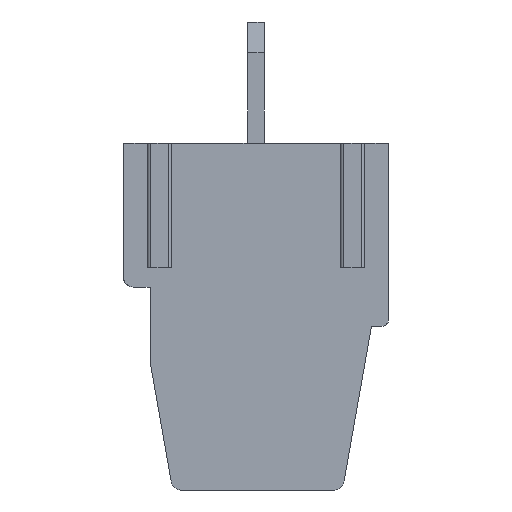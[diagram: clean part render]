
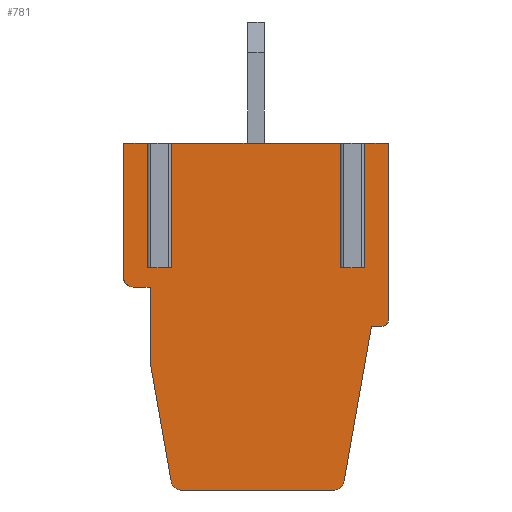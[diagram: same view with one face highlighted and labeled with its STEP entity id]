
A CAD part, front view. The second image highlights one B-rep face of the part: STEP entity #781.
In plain terms, the highlighted planar face has unit normal (0, -1, 0).
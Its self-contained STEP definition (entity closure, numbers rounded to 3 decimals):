
#781 = ADVANCED_FACE( '', ( #1604 ), #1605, .F. );
#1604 = FACE_OUTER_BOUND( '', #2442, .T. );
#1605 = PLANE( '', #2443 );
#2442 = EDGE_LOOP( '', ( #4839, #4840, #4841, #4842, #4843, #4844, #4845, #4846, #4847, #4848, #4849, #4850, #4851, #4852, #4853, #4854, #4855, #4856, #4857, #4858, #4859 ) );
#2443 = AXIS2_PLACEMENT_3D( '', #4860, #4861, #4862 );
#4839 = ORIENTED_EDGE( '', *, *, #5284, .F. );
#4840 = ORIENTED_EDGE( '', *, *, #5973, .T. );
#4841 = ORIENTED_EDGE( '', *, *, #5427, .T. );
#4842 = ORIENTED_EDGE( '', *, *, #5670, .T. );
#4843 = ORIENTED_EDGE( '', *, *, #5174, .F. );
#4844 = ORIENTED_EDGE( '', *, *, #5726, .T. );
#4845 = ORIENTED_EDGE( '', *, *, #5418, .T. );
#4846 = ORIENTED_EDGE( '', *, *, #5814, .T. );
#4847 = ORIENTED_EDGE( '', *, *, #5999, .T. );
#4848 = ORIENTED_EDGE( '', *, *, #6029, .F. );
#4849 = ORIENTED_EDGE( '', *, *, #5779, .F. );
#4850 = ORIENTED_EDGE( '', *, *, #5730, .F. );
#4851 = ORIENTED_EDGE( '', *, *, #5599, .T. );
#4852 = ORIENTED_EDGE( '', *, *, #5970, .T. );
#4853 = ORIENTED_EDGE( '', *, *, #5990, .T. );
#4854 = ORIENTED_EDGE( '', *, *, #6043, .F. );
#4855 = ORIENTED_EDGE( '', *, *, #5849, .F. );
#4856 = ORIENTED_EDGE( '', *, *, #5986, .T. );
#4857 = ORIENTED_EDGE( '', *, *, #5904, .T. );
#4858 = ORIENTED_EDGE( '', *, *, #5402, .T. );
#4859 = ORIENTED_EDGE( '', *, *, #5824, .T. );
#4860 = CARTESIAN_POINT( '', ( -32.702, -10.2, -4.395 ) );
#4861 = DIRECTION( '', ( 0., 1., 0. ) );
#4862 = DIRECTION( '', ( -1., 0., 0. ) );
#5174 = EDGE_CURVE( '', #6262, #6264, #6265, .T. );
#5284 = EDGE_CURVE( '', #6453, #6455, #6456, .T. );
#5402 = EDGE_CURVE( '', #6657, #6655, #6658, .T. );
#5418 = EDGE_CURVE( '', #6685, #6683, #6686, .T. );
#5427 = EDGE_CURVE( '', #6703, #6701, #6704, .T. );
#5599 = EDGE_CURVE( '', #6970, #6972, #6974, .F. );
#5670 = EDGE_CURVE( '', #6701, #6264, #7076, .T. );
#5726 = EDGE_CURVE( '', #6262, #6685, #7157, .F. );
#5730 = EDGE_CURVE( '', #6970, #7160, #7162, .T. );
#5779 = EDGE_CURVE( '', #7160, #7232, #7233, .T. );
#5814 = EDGE_CURVE( '', #6683, #7276, #7278, .T. );
#5824 = EDGE_CURVE( '', #6655, #6455, #7288, .T. );
#5849 = EDGE_CURVE( '', #7314, #7312, #7316, .T. );
#5904 = EDGE_CURVE( '', #7387, #6657, #7389, .T. );
#5970 = EDGE_CURVE( '', #6972, #7461, #7463, .T. );
#5973 = EDGE_CURVE( '', #6453, #6703, #7467, .F. );
#5986 = EDGE_CURVE( '', #7314, #7387, #7480, .F. );
#5990 = EDGE_CURVE( '', #7461, #7483, #7485, .F. );
#5999 = EDGE_CURVE( '', #7276, #7494, #7495, .F. );
#6029 = EDGE_CURVE( '', #7232, #7494, #7528, .T. );
#6043 = EDGE_CURVE( '', #7312, #7483, #7542, .T. );
#6262 = VERTEX_POINT( '', #7846 );
#6264 = VERTEX_POINT( '', #7848 );
#6265 = LINE( '', #7849, #7850 );
#6453 = VERTEX_POINT( '', #8112 );
#6455 = VERTEX_POINT( '', #8114 );
#6456 = LINE( '', #8115, #8116 );
#6655 = VERTEX_POINT( '', #8412 );
#6657 = VERTEX_POINT( '', #8414 );
#6658 = LINE( '', #8415, #8416 );
#6683 = VERTEX_POINT( '', #8447 );
#6685 = VERTEX_POINT( '', #8450 );
#6686 = LINE( '', #8451, #8452 );
#6701 = VERTEX_POINT( '', #8471 );
#6703 = VERTEX_POINT( '', #8473 );
#6704 = LINE( '', #8474, #8475 );
#6970 = VERTEX_POINT( '', #8869 );
#6972 = VERTEX_POINT( '', #8872 );
#6974 = CIRCLE( '', #8875, 0.298 );
#7076 = LINE( '', #9032, #9033 );
#7157 = LINE( '', #9159, #9160 );
#7160 = VERTEX_POINT( '', #9164 );
#7162 = LINE( '', #9167, #9168 );
#7232 = VERTEX_POINT( '', #9273 );
#7233 = LINE( '', #9274, #9275 );
#7276 = VERTEX_POINT( '', #9344 );
#7278 = LINE( '', #9347, #9348 );
#7288 = LINE( '', #9366, #9367 );
#7312 = VERTEX_POINT( '', #9402 );
#7314 = VERTEX_POINT( '', #9405 );
#7316 = LINE( '', #9408, #9409 );
#7387 = VERTEX_POINT( '', #9517 );
#7389 = LINE( '', #9520, #9521 );
#7461 = VERTEX_POINT( '', #9634 );
#7463 = LINE( '', #9637, #9638 );
#7467 = LINE( '', #9642, #9643 );
#7480 = CIRCLE( '', #9661, 0.198 );
#7483 = VERTEX_POINT( '', #9664 );
#7485 = CIRCLE( '', #9667, 0.298 );
#7494 = VERTEX_POINT( '', #9677 );
#7495 = CIRCLE( '', #9678, 0.298 );
#7528 = LINE( '', #9722, #9723 );
#7542 = LINE( '', #9740, #9741 );
#7846 = CARTESIAN_POINT( '', ( -32.27, -10.2, -3.8 ) );
#7848 = CARTESIAN_POINT( '', ( -31.53, -10.2, -3.8 ) );
#7849 = CARTESIAN_POINT( '', ( -32.22, -10.2, -3.8 ) );
#7850 = VECTOR( '', #9874, 1000. );
#8112 = CARTESIAN_POINT( '', ( -26.37, -10.2, -3.8 ) );
#8114 = CARTESIAN_POINT( '', ( -25.63, -10.2, -3.8 ) );
#8115 = CARTESIAN_POINT( '', ( -26.32, -10.2, -3.8 ) );
#8116 = VECTOR( '', #9997, 1000. );
#8412 = CARTESIAN_POINT( '', ( -25.63, -10.2, 0. ) );
#8414 = CARTESIAN_POINT( '', ( -24.904, -10.2, 0. ) );
#8415 = CARTESIAN_POINT( '', ( -29.503, -10.2, 0. ) );
#8416 = VECTOR( '', #10108, 1000. );
#8447 = CARTESIAN_POINT( '', ( -33., -10.2, 0. ) );
#8450 = CARTESIAN_POINT( '', ( -32.27, -10.2, 0. ) );
#8451 = CARTESIAN_POINT( '', ( -29.503, -10.2, 0. ) );
#8452 = VECTOR( '', #10140, 1000. );
#8471 = CARTESIAN_POINT( '', ( -31.53, -10.2, 0. ) );
#8473 = CARTESIAN_POINT( '', ( -26.37, -10.2, 0. ) );
#8474 = CARTESIAN_POINT( '', ( -29.503, -10.2, 0. ) );
#8475 = VECTOR( '', #10157, 1000. );
#8869 = CARTESIAN_POINT( '', ( -31.549, -10.2, -10.317 ) );
#8872 = CARTESIAN_POINT( '', ( -31.252, -10.2, -10.6 ) );
#8875 = AXIS2_PLACEMENT_3D( '', #10314, #10315, #10316 );
#9032 = CARTESIAN_POINT( '', ( -31.53, -10.2, 0. ) );
#9033 = VECTOR( '', #10373, 1000. );
#9159 = CARTESIAN_POINT( '', ( -32.27, -10.2, 0. ) );
#9160 = VECTOR( '', #10419, 1000. );
#9164 = CARTESIAN_POINT( '', ( -32.186, -10.2, -6.704 ) );
#9167 = CARTESIAN_POINT( '', ( -31.502, -10.2, -10.587 ) );
#9168 = VECTOR( '', #10422, 1000. );
#9273 = CARTESIAN_POINT( '', ( -32.186, -10.2, -4.395 ) );
#9274 = CARTESIAN_POINT( '', ( -32.186, -10.2, -6.704 ) );
#9275 = VECTOR( '', #10464, 1000. );
#9344 = CARTESIAN_POINT( '', ( -33., -10.2, -4.098 ) );
#9347 = CARTESIAN_POINT( '', ( -33., -10.2, 0. ) );
#9348 = VECTOR( '', #10492, 1000. );
#9366 = CARTESIAN_POINT( '', ( -25.63, -10.2, 0. ) );
#9367 = VECTOR( '', #10497, 1000. );
#9402 = CARTESIAN_POINT( '', ( -25.423, -10.2, -5.596 ) );
#9405 = CARTESIAN_POINT( '', ( -25.102, -10.2, -5.596 ) );
#9408 = CARTESIAN_POINT( '', ( -24.904, -10.2, -5.596 ) );
#9409 = VECTOR( '', #10511, 1000. );
#9517 = CARTESIAN_POINT( '', ( -24.904, -10.2, -5.398 ) );
#9520 = CARTESIAN_POINT( '', ( -24.904, -10.2, 0. ) );
#9521 = VECTOR( '', #10553, 1000. );
#9634 = CARTESIAN_POINT( '', ( -26.552, -10.2, -10.6 ) );
#9637 = CARTESIAN_POINT( '', ( -28.902, -10.2, -10.6 ) );
#9638 = VECTOR( '', #10594, 1000. );
#9642 = CARTESIAN_POINT( '', ( -26.37, -10.2, 0. ) );
#9643 = VECTOR( '', #10598, 1000. );
#9661 = AXIS2_PLACEMENT_3D( '', #10604, #10605, #10606 );
#9664 = CARTESIAN_POINT( '', ( -26.255, -10.2, -10.317 ) );
#9667 = AXIS2_PLACEMENT_3D( '', #10608, #10609, #10610 );
#9677 = CARTESIAN_POINT( '', ( -32.702, -10.2, -4.395 ) );
#9678 = AXIS2_PLACEMENT_3D( '', #10615, #10616, #10617 );
#9722 = CARTESIAN_POINT( '', ( -32.186, -10.2, -4.395 ) );
#9723 = VECTOR( '', #10629, 1000. );
#9740 = CARTESIAN_POINT( '', ( -25.423, -10.2, -5.596 ) );
#9741 = VECTOR( '', #10633, 1000. );
#9874 = DIRECTION( '', ( 1., 0., 0. ) );
#9997 = DIRECTION( '', ( 1., 0., 0. ) );
#10108 = DIRECTION( '', ( -1., 0., 0. ) );
#10140 = DIRECTION( '', ( -1., 0., 0. ) );
#10157 = DIRECTION( '', ( -1., 0., 0. ) );
#10314 = CARTESIAN_POINT( '', ( -31.252, -10.2, -10.302 ) );
#10315 = DIRECTION( '', ( 0., 1., 0. ) );
#10316 = DIRECTION( '', ( 0., 0., 1. ) );
#10373 = DIRECTION( '', ( 0., 0., -1. ) );
#10419 = DIRECTION( '', ( 0., 0., -1. ) );
#10422 = DIRECTION( '', ( -0.174, 0., 0.985 ) );
#10464 = DIRECTION( '', ( 0., 0., 1. ) );
#10492 = DIRECTION( '', ( 0., 0., -1. ) );
#10497 = DIRECTION( '', ( 0., 0., -1. ) );
#10511 = DIRECTION( '', ( -1., 0., 0. ) );
#10553 = DIRECTION( '', ( 0., 0., 1. ) );
#10594 = DIRECTION( '', ( 1., 0., 0. ) );
#10598 = DIRECTION( '', ( 0., 0., -1. ) );
#10604 = CARTESIAN_POINT( '', ( -25.102, -10.2, -5.398 ) );
#10605 = DIRECTION( '', ( 0., 1., 0. ) );
#10606 = DIRECTION( '', ( 0., 0., 1. ) );
#10608 = CARTESIAN_POINT( '', ( -26.552, -10.2, -10.302 ) );
#10609 = DIRECTION( '', ( 0., 1., 0. ) );
#10610 = DIRECTION( '', ( 0., 0., 1. ) );
#10615 = CARTESIAN_POINT( '', ( -32.702, -10.2, -4.098 ) );
#10616 = DIRECTION( '', ( 0., 1., 0. ) );
#10617 = DIRECTION( '', ( 0., 0., 1. ) );
#10629 = DIRECTION( '', ( -1., 0., 0. ) );
#10633 = DIRECTION( '', ( -0.174, 0., -0.985 ) );
